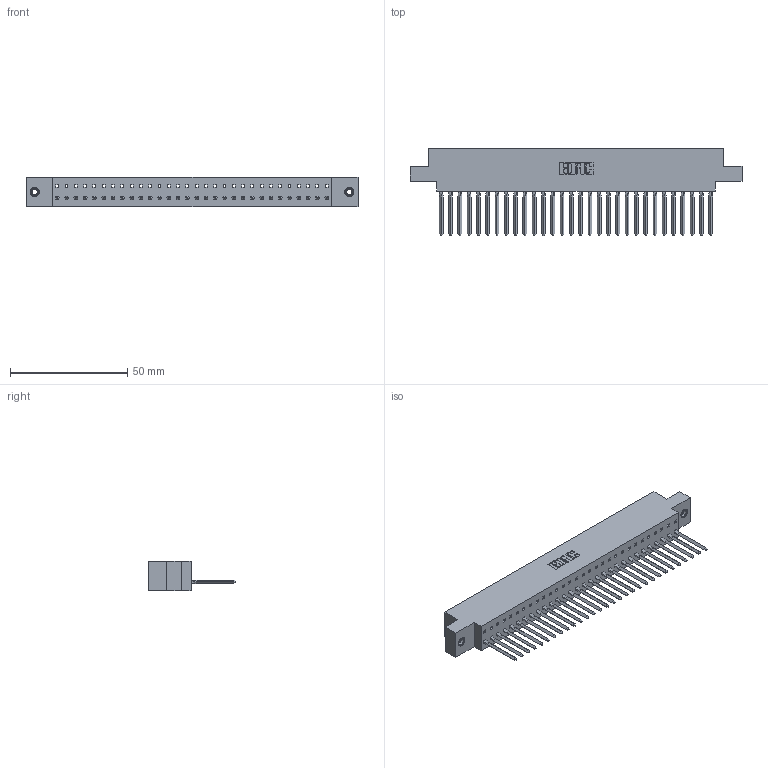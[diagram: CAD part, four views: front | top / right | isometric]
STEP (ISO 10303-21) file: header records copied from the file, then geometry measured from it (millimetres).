
FILE_DESCRIPTION (( 'STEP AP203' ), '1' );
FILE_NAME ('317-030-542-678.STEP', '2020-02-27T20:10:12', ( '' ), ( '' ), 'SwSTEP 2.0', 'SolidWorks 2016', '' );
FILE_SCHEMA (( 'CONFIG_CONTROL_DESIGN' ));
Length unit declared in the file: inch
Products named in the file (4): 317-290-003_542; 345-250-001_345-250-003-102; 317 Part_.156 Dia - TI; 317-030-542-678
Assembly tree (33 placements, depth 2):
  317-030-542-678
    317 Part_.156 Dia - TI
    317-290-003_542  x30
    345-250-001_345-250-003-102  x2
Bounding box: 141.58 x 37.34 x 12.7 mm (x, y, z)
Volume: 21544.6 mm3; surface area: 26036.3 mm2
Topology: 33 solids, 33 shells, 2412 faces, 6921 edges, 4466 vertices
Faces by surface type: plane 2010, cylinder 266, bspline 120, cone 12, torus 4
Entity records: 44282 total; most frequent: CARTESIAN_POINT 8082, ORIENTED_EDGE 7768, DIRECTION 6534, EDGE_CURVE 3884, LINE 3694, VECTOR 3694, VERTEX_POINT 2580, AXIS2_PLACEMENT_3D 1420
